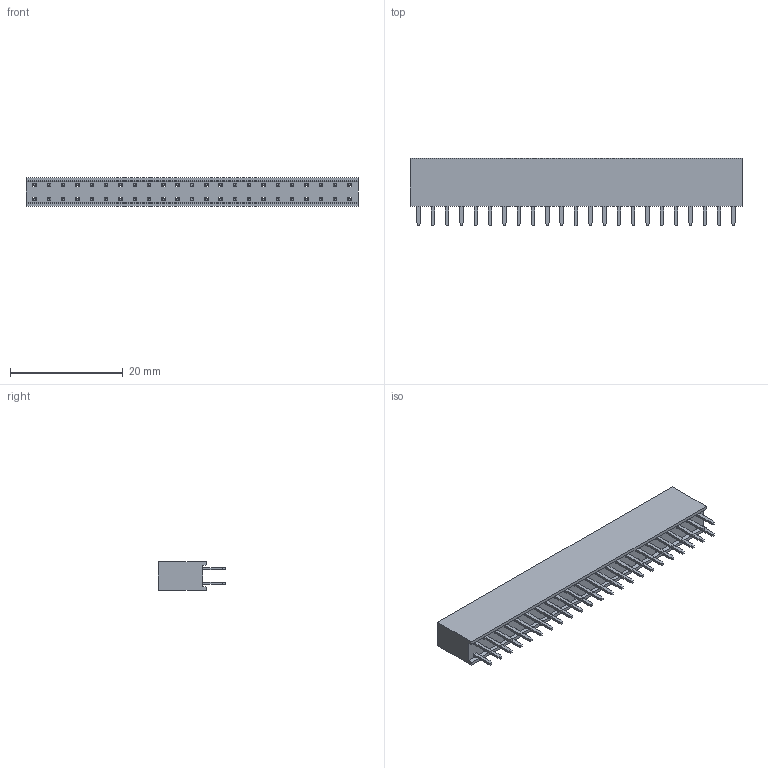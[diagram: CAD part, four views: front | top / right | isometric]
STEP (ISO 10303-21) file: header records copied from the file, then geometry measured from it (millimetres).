
FILE_DESCRIPTION (( 'STEP AP214' ), '1' );
FILE_NAME ('PPPC232LFBN-RC.STEP', '2022-08-11T04:35:54', ( '' ), ( '' ), 'SwSTEP 2.0', 'SolidWorks 2020', '' );
FILE_SCHEMA (( 'AUTOMOTIVE_DESIGN' ));
Length unit declared in the file: inch
Products named in the file (3): PPPC232LFBN-RC; 2 row tin body_23; 2 row tin pins
Assembly tree (24 placements, depth 2):
  PPPC232LFBN-RC
    2 row tin body_23
    2 row tin pins  x23
Bounding box: 58.93 x 11.91 x 5.08 mm (x, y, z)
Volume: 2349.4 mm3; surface area: 3648.1 mm2
Topology: 93 solids, 93 shells, 1298 faces, 3152 edges, 2040 vertices
Faces by surface type: plane 1068, cylinder 230
Entity records: 12449 total; most frequent: CARTESIAN_POINT 2117, ORIENTED_EDGE 2080, DIRECTION 1950, EDGE_CURVE 1040, VECTOR 1020, LINE 1020, VERTEX_POINT 632, EDGE_LOOP 510
